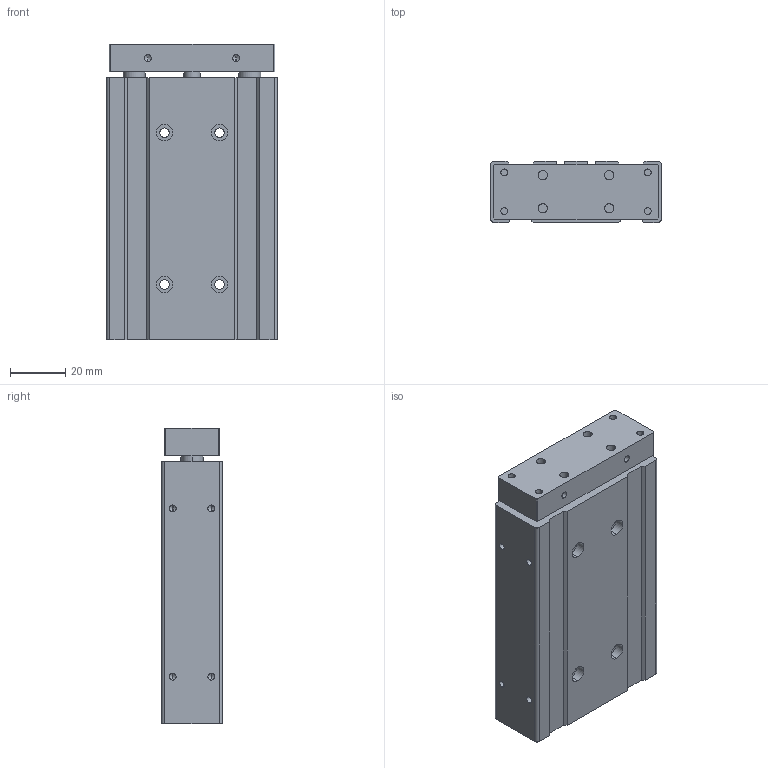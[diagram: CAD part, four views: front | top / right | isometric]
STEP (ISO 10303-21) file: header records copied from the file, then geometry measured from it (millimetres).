
FILE_DESCRIPTION (( 'STEP AP203' ), '1' );
FILE_NAME ('MCB-10 Corsa 50.STEP', '2007-04-19T12:49:58', ( 'Utente' ), ( '' ), 'SwSTEP 2.0', 'SolidWorks 2004231', '' );
FILE_SCHEMA (( 'CONFIG_CONTROL_DESIGN' ));
Length unit declared in the file: millimetre
Products named in the file (3): MCB-10 Corsa 50; Testata; Corpo
Assembly tree (2 placements, depth 2):
  MCB-10 Corsa 50
    Corpo
    Testata
Bounding box: 62 x 22 x 107 mm (x, y, z)
Volume: 131046.5 mm3; surface area: 35782.4 mm2
Topology: 2 solids, 2 shells, 210 faces, 534 edges, 326 vertices
Faces by surface type: cylinder 112, plane 62, cone 36
Entity records: 6539 total; most frequent: CARTESIAN_POINT 1143, DIRECTION 1128, ORIENTED_EDGE 996, EDGE_CURVE 498, AXIS2_PLACEMENT_3D 431, VERTEX_POINT 326, EDGE_LOOP 268, VECTOR 266
